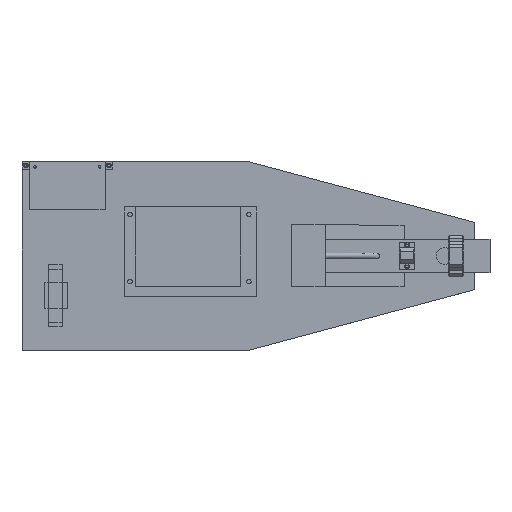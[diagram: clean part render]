
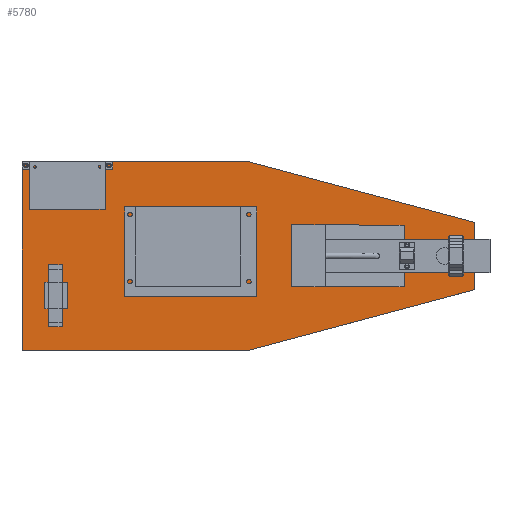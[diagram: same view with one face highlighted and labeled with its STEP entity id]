
A CAD part, top view. The second image highlights one B-rep face of the part: STEP entity #5780.
In plain terms, the highlighted planar face has unit normal (0, 0, 1).
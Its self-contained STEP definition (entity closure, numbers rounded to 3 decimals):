
#278=FACE_OUTER_BOUND('',#634,.T.);
#634=EDGE_LOOP('',(#3852,#3853,#3854,#3855,#3856,#3857));
#1040=LINE('',#8259,#1763);
#1044=LINE('',#8267,#1767);
#1047=LINE('',#8273,#1770);
#1050=LINE('',#8279,#1773);
#1053=LINE('',#8285,#1776);
#1056=LINE('',#8290,#1779);
#1763=VECTOR('',#6626,10.);
#1767=VECTOR('',#6632,10.);
#1770=VECTOR('',#6637,10.);
#1773=VECTOR('',#6642,10.);
#1776=VECTOR('',#6647,10.);
#1779=VECTOR('',#6652,10.);
#2486=VERTEX_POINT('',#8257);
#2487=VERTEX_POINT('',#8258);
#2490=VERTEX_POINT('',#8266);
#2492=VERTEX_POINT('',#8272);
#2494=VERTEX_POINT('',#8278);
#2496=VERTEX_POINT('',#8284);
#3006=EDGE_CURVE('',#2486,#2487,#1040,.T.);
#3010=EDGE_CURVE('',#2490,#2486,#1044,.T.);
#3013=EDGE_CURVE('',#2492,#2490,#1047,.T.);
#3016=EDGE_CURVE('',#2494,#2492,#1050,.T.);
#3019=EDGE_CURVE('',#2496,#2494,#1053,.T.);
#3022=EDGE_CURVE('',#2496,#2487,#1056,.T.);
#3852=ORIENTED_EDGE('',*,*,#3022,.T.);
#3853=ORIENTED_EDGE('',*,*,#3006,.F.);
#3854=ORIENTED_EDGE('',*,*,#3010,.F.);
#3855=ORIENTED_EDGE('',*,*,#3013,.F.);
#3856=ORIENTED_EDGE('',*,*,#3016,.F.);
#3857=ORIENTED_EDGE('',*,*,#3019,.F.);
#5478=PLANE('',#6174);
#5780=ADVANCED_FACE('',(#278),#5478,.T.);
#6174=AXIS2_PLACEMENT_3D('',#8292,#6654,#6655);
#6626=DIRECTION('',(0.,-1.,0.));
#6632=DIRECTION('',(0.966,-0.259,0.));
#6637=DIRECTION('',(1.,0.,0.));
#6642=DIRECTION('',(0.,1.,0.));
#6647=DIRECTION('',(-1.,0.,0.));
#6652=DIRECTION('',(0.966,0.259,0.));
#6654=DIRECTION('center_axis',(0.,0.,1.));
#6655=DIRECTION('ref_axis',(1.,0.,0.));
#8257=CARTESIAN_POINT('',(600.,-80.385,0.));
#8258=CARTESIAN_POINT('',(600.,-169.615,0.));
#8259=CARTESIAN_POINT('',(600.,0.,0.));
#8266=CARTESIAN_POINT('',(300.,0.,0.));
#8267=CARTESIAN_POINT('',(300.,0.,0.));
#8272=CARTESIAN_POINT('',(0.,0.,0.));
#8273=CARTESIAN_POINT('',(0.,0.,0.));
#8278=CARTESIAN_POINT('',(0.,-250.,0.));
#8279=CARTESIAN_POINT('',(0.,-250.,0.));
#8284=CARTESIAN_POINT('',(300.,-250.,0.));
#8285=CARTESIAN_POINT('',(600.,-250.,0.));
#8290=CARTESIAN_POINT('',(300.,-250.,0.));
#8292=CARTESIAN_POINT('Origin',(300.,-125.,0.));
